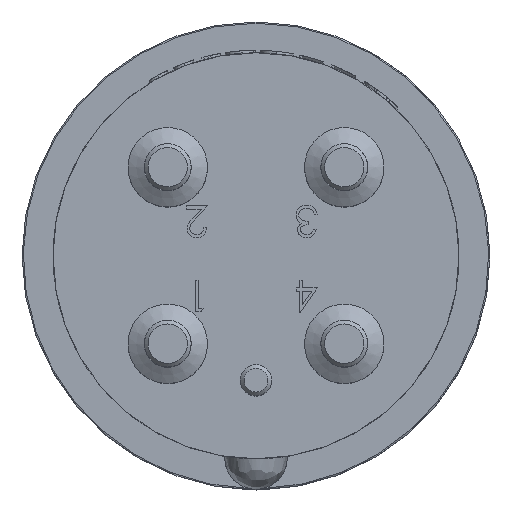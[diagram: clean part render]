
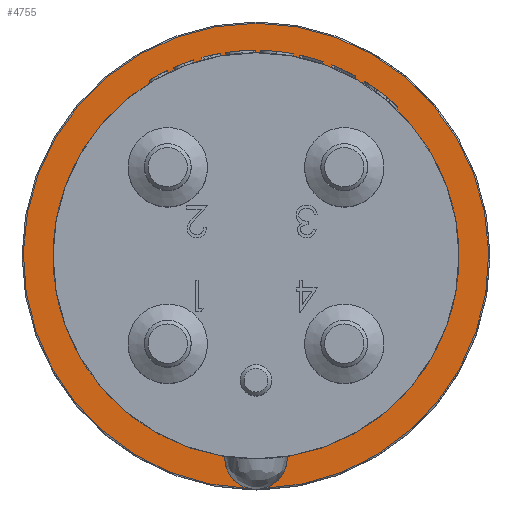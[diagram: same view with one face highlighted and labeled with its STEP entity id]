
A CAD part, top view. The second image highlights one B-rep face of the part: STEP entity #4755.
In plain terms, the highlighted planar face has unit normal (0, 0, 1).
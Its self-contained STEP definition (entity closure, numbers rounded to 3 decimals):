
#358=PLANE('',#5134);
#573=FACE_OUTER_BOUND('',#861,.T.);
#861=EDGE_LOOP('',(#3628,#3629,#3630,#3631,#3632,#3633,#3634,#3635));
#1178=LINE('',#9007,#1488);
#1179=LINE('',#9011,#1489);
#1488=VECTOR('',#5898,1000.);
#1489=VECTOR('',#5903,1000.);
#1700=CIRCLE('',#5015,23.673);
#1702=CIRCLE('',#5017,23.673);
#1706=CIRCLE('',#5026,20.65);
#1709=CIRCLE('',#5029,20.65);
#1760=CIRCLE('',#5135,3.175);
#1761=CIRCLE('',#5136,3.175);
#1906=VERTEX_POINT('',#6609);
#1907=VERTEX_POINT('',#6611);
#1908=VERTEX_POINT('',#6613);
#1919=VERTEX_POINT('',#6804);
#1920=VERTEX_POINT('',#6806);
#1923=VERTEX_POINT('',#6813);
#2133=VERTEX_POINT('',#9006);
#2134=VERTEX_POINT('',#9009);
#2392=EDGE_CURVE('',#1906,#1907,#1700,.T.);
#2394=EDGE_CURVE('',#1908,#1906,#1702,.T.);
#2410=EDGE_CURVE('',#1920,#1919,#1706,.T.);
#2414=EDGE_CURVE('',#1923,#1920,#1709,.T.);
#2682=EDGE_CURVE('',#1919,#2133,#1178,.T.);
#2683=EDGE_CURVE('',#2133,#1907,#1760,.T.);
#2684=EDGE_CURVE('',#1908,#2134,#1761,.T.);
#2685=EDGE_CURVE('',#2134,#1923,#1179,.T.);
#3628=ORIENTED_EDGE('',*,*,#2414,.T.);
#3629=ORIENTED_EDGE('',*,*,#2410,.T.);
#3630=ORIENTED_EDGE('',*,*,#2682,.T.);
#3631=ORIENTED_EDGE('',*,*,#2683,.T.);
#3632=ORIENTED_EDGE('',*,*,#2392,.F.);
#3633=ORIENTED_EDGE('',*,*,#2394,.F.);
#3634=ORIENTED_EDGE('',*,*,#2684,.T.);
#3635=ORIENTED_EDGE('',*,*,#2685,.T.);
#4755=ADVANCED_FACE('',(#573),#358,.F.);
#5015=AXIS2_PLACEMENT_3D('',#6612,#5523,#5524);
#5017=AXIS2_PLACEMENT_3D('',#6615,#5527,#5528);
#5026=AXIS2_PLACEMENT_3D('',#6807,#5550,#5551);
#5029=AXIS2_PLACEMENT_3D('',#6814,#5557,#5558);
#5134=AXIS2_PLACEMENT_3D('',#9005,#5896,#5897);
#5135=AXIS2_PLACEMENT_3D('',#9008,#5899,#5900);
#5136=AXIS2_PLACEMENT_3D('',#9010,#5901,#5902);
#5523=DIRECTION('center_axis',(0.,0.,
-1.));
#5524=DIRECTION('ref_axis',(0.,-1.,0.));
#5527=DIRECTION('center_axis',(0.,0.,
-1.));
#5528=DIRECTION('ref_axis',(0.,-1.,0.));
#5550=DIRECTION('center_axis',(0.,0.,
-1.));
#5551=DIRECTION('ref_axis',(0.,-1.,0.));
#5557=DIRECTION('center_axis',(0.,0.,
-1.));
#5558=DIRECTION('ref_axis',(0.,-1.,0.));
#5896=DIRECTION('center_axis',(0.,0.,
-1.));
#5897=DIRECTION('ref_axis',(0.,-1.,0.));
#5898=DIRECTION('',(0.,-1.,0.));
#5899=DIRECTION('center_axis',(0.,0.,-1.));
#5900=DIRECTION('ref_axis',(0.,-1.,0.));
#5901=DIRECTION('center_axis',(0.,0.,-1.));
#5902=DIRECTION('ref_axis',(0.,-1.,0.));
#5903=DIRECTION('',(0.,1.,0.));
#6609=CARTESIAN_POINT('',(0.,23.673,26.67));
#6611=CARTESIAN_POINT('',(0.742,-23.661,26.67));
#6612=CARTESIAN_POINT('Origin',(0.,0.,
26.67));
#6613=CARTESIAN_POINT('',(-0.742,-23.661,26.67));
#6615=CARTESIAN_POINT('Origin',(0.,0.,
26.67));
#6804=CARTESIAN_POINT('',(3.175,-20.405,26.67));
#6806=CARTESIAN_POINT('',(0.,20.65,26.67));
#6807=CARTESIAN_POINT('Origin',(0.,0.,
26.67));
#6813=CARTESIAN_POINT('',(-3.175,-20.405,26.67));
#6814=CARTESIAN_POINT('Origin',(0.,0.,
26.67));
#9005=CARTESIAN_POINT('Origin',(0.,20.65,26.67));
#9006=CARTESIAN_POINT('',(3.175,-20.574,26.67));
#9007=CARTESIAN_POINT('',(3.175,-20.574,26.67));
#9008=CARTESIAN_POINT('Origin',(0.,-20.574,26.67));
#9009=CARTESIAN_POINT('',(-3.175,-20.574,26.67));
#9010=CARTESIAN_POINT('Origin',(0.,-20.574,26.67));
#9011=CARTESIAN_POINT('',(-3.175,0.,26.67));
